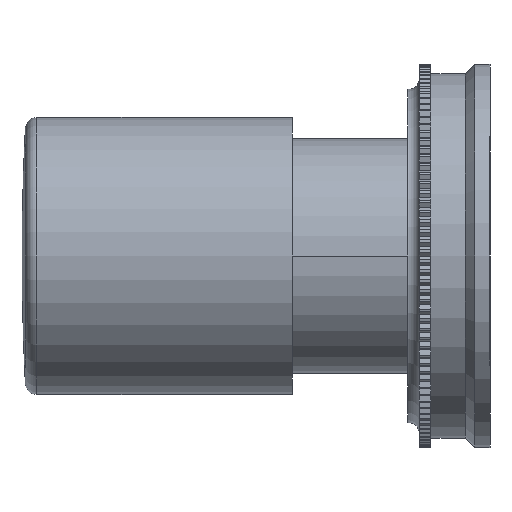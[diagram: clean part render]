
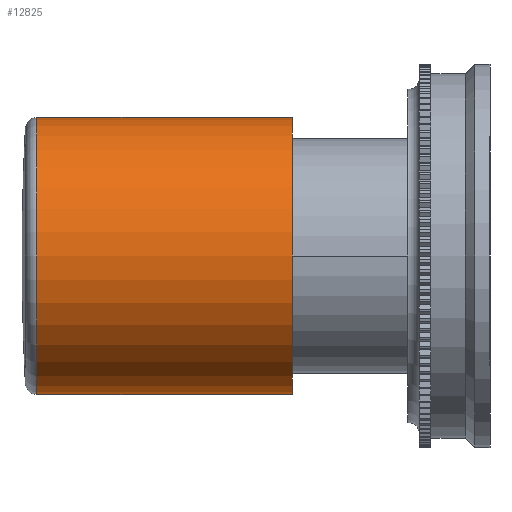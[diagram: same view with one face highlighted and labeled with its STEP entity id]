
A CAD part, left-side view. The second image highlights one B-rep face of the part: STEP entity #12825.
In plain terms, the highlighted cylindrical face has radius 18.161 mm (diameter 36.322 mm), a partial arc.
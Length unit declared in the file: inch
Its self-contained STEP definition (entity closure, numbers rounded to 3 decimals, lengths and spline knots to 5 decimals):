
#4676=DIRECTION('',(0.,1.,0.));
#4677=VECTOR('',#4676,1.31814);
#4678=CARTESIAN_POINT('',(0.,1.021,0.715));
#4679=LINE('',#4678,#4677);
#4736=CARTESIAN_POINT('',(0.,1.021,0.));
#4737=DIRECTION('',(0.,1.,0.));
#4738=DIRECTION('',(0.,0.,-1.));
#4739=AXIS2_PLACEMENT_3D('',#4736,#4737,#4738);
#4741=DIRECTION('',(0.,1.,0.));
#4742=VECTOR('',#4741,1.31814);
#4743=CARTESIAN_POINT('',(0.,1.021,-0.715));
#4744=LINE('',#4743,#4742);
#4745=CARTESIAN_POINT('',(0.,2.33914,0.));
#4746=DIRECTION('',(0.,-1.,0.));
#4747=DIRECTION('',(0.,0.,1.));
#4748=AXIS2_PLACEMENT_3D('',#4745,#4746,#4747);
#6435=CARTESIAN_POINT('',(0.,2.33914,0.715));
#6436=CARTESIAN_POINT('',(0.,2.33914,-0.715));
#6437=VERTEX_POINT('',#6435);
#6438=VERTEX_POINT('',#6436);
#6462=CARTESIAN_POINT('',(0.,1.021,0.715));
#6463=CARTESIAN_POINT('',(0.,1.021,-0.715));
#6464=VERTEX_POINT('',#6462);
#6465=VERTEX_POINT('',#6463);
#12813=CARTESIAN_POINT('',(0.,1.021,0.));
#12814=DIRECTION('',(0.,1.,0.));
#12815=DIRECTION('',(0.,0.,1.));
#12816=AXIS2_PLACEMENT_3D('',#12813,#12814,#12815);
#12817=CYLINDRICAL_SURFACE('',#12816,0.715);
#12818=ORIENTED_EDGE('',*,*,#12782,.F.);
#12819=ORIENTED_EDGE('',*,*,#12808,.T.);
#12821=ORIENTED_EDGE('',*,*,#12820,.F.);
#12822=ORIENTED_EDGE('',*,*,#12798,.F.);
#12823=EDGE_LOOP('',(#12818,#12819,#12821,#12822));
#12824=FACE_OUTER_BOUND('',#12823,.F.);
#12825=ADVANCED_FACE('',(#12824),#12817,.T.);
#4740=CIRCLE('',#4739,0.715);
#4749=CIRCLE('',#4748,0.715);
#12782=EDGE_CURVE('',#6465,#6464,#4740,.T.);
#12798=EDGE_CURVE('',#6464,#6437,#4679,.T.);
#12808=EDGE_CURVE('',#6465,#6438,#4744,.T.);
#12820=EDGE_CURVE('',#6437,#6438,#4749,.T.);
